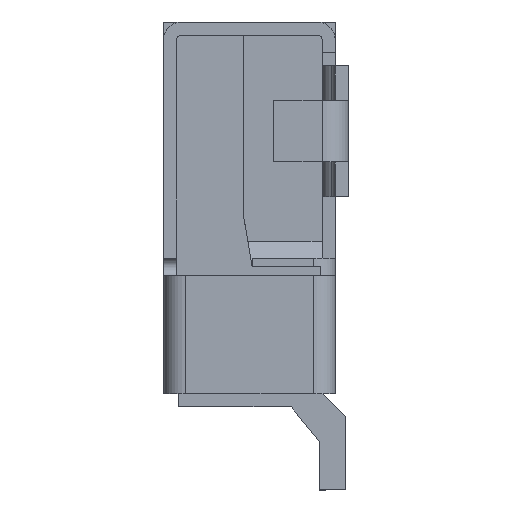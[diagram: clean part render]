
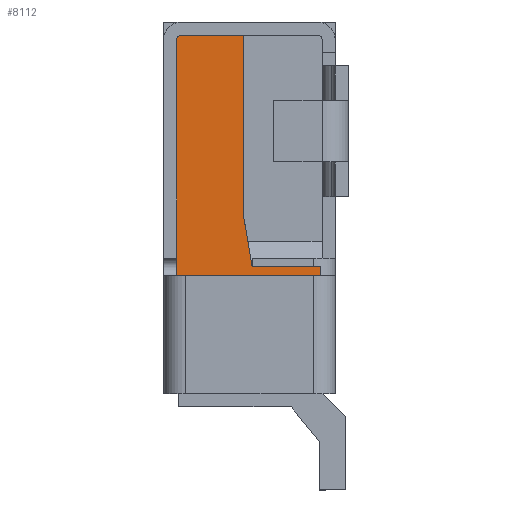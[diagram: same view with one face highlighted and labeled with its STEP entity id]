
A CAD part, left-side view. The second image highlights one B-rep face of the part: STEP entity #8112.
In plain terms, the highlighted planar face has unit normal (-1, 0, 0).
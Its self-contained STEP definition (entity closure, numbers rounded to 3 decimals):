
#1217 = CARTESIAN_POINT ( 'NONE',  ( -14.25, -0.8, 1.45 ) ) ;
#1218 = DIRECTION ( 'NONE',  ( 0., 0., 1. ) ) ;
#1219 = VECTOR ( 'NONE', #1218, 1000. ) ;
#1220 = CARTESIAN_POINT ( 'NONE',  ( -14.25, -0.8, 0. ) ) ;
#1221 = LINE ( 'NONE', #1220, #1219 ) ;
#1336 = DIRECTION ( 'NONE',  ( 0., 0., 1. ) ) ;
#1337 = VECTOR ( 'NONE', #1336, 1000. ) ;
#1338 = CARTESIAN_POINT ( 'NONE',  ( -14.25, 0.08, 2.05 ) ) ;
#1339 = LINE ( 'NONE', #1338, #1337 ) ;
#1351 = DIRECTION ( 'NONE',  ( 0., -1., 0. ) ) ;
#1352 = VECTOR ( 'NONE', #1351, 1000. ) ;
#1353 = CARTESIAN_POINT ( 'NONE',  ( -14.25, -0.02, 1.45 ) ) ;
#1354 = LINE ( 'NONE', #1353, #1352 ) ;
#1387 = DIRECTION ( 'NONE',  ( 0., 0., 1. ) ) ;
#1388 = VECTOR ( 'NONE', #1387, 1000. ) ;
#1389 = CARTESIAN_POINT ( 'NONE',  ( -14.25, 0.84, 0. ) ) ;
#1390 = LINE ( 'NONE', #1389, #1388 ) ;
#1391 = CARTESIAN_POINT ( 'NONE',  ( -14.25, -0.02, 1.45 ) ) ;
#1421 = CARTESIAN_POINT ( 'NONE',  ( -14.25, 0.08, 2.05 ) ) ;
#1432 = DIRECTION ( 'NONE',  ( 0., 0.164, 0.986 ) ) ;
#1433 = VECTOR ( 'NONE', #1432, 1000. ) ;
#1434 = CARTESIAN_POINT ( 'NONE',  ( -14.25, -0.02, 1.45 ) ) ;
#1435 = LINE ( 'NONE', #1434, #1433 ) ;
#1437 = DIRECTION ( 'NONE',  ( 0., 0., 1. ) ) ;
#1438 = DIRECTION ( 'NONE',  ( -1., 0., 0. ) ) ;
#1439 = CARTESIAN_POINT ( 'NONE',  ( -14.25, -0.82, 0. ) ) ;
#1440 = AXIS2_PLACEMENT_3D ( 'NONE', #1439, #1438, #1437 ) ;
#1441 = PLANE ( 'NONE',  #1440 ) ;
#1446 = FACE_OUTER_BOUND ( 'NONE', #8113, .T. ) ;
#3858 = DIRECTION ( 'NONE',  ( 0., 0., 1. ) ) ;
#3859 = VECTOR ( 'NONE', #3858, 1000. ) ;
#3860 = CARTESIAN_POINT ( 'NONE',  ( -14.25, 0.84, 0. ) ) ;
#3861 = LINE ( 'NONE', #3860, #3859 ) ;
#3862 = CARTESIAN_POINT ( 'NONE',  ( -14.25, 0.84, 1.55 ) ) ;
#3922 = CARTESIAN_POINT ( 'NONE',  ( -14.25, 0.84, 4.05 ) ) ;
#4692 = DIRECTION ( 'NONE',  ( 0., -1., 0. ) ) ;
#4693 = VECTOR ( 'NONE', #4692, 1000. ) ;
#4694 = CARTESIAN_POINT ( 'NONE',  ( -14.25, -0.82, 4.1 ) ) ;
#4695 = LINE ( 'NONE', #4694, #4693 ) ;
#4696 = CARTESIAN_POINT ( 'NONE',  ( -14.25, 0.79, 4.1 ) ) ;
#4731 = CARTESIAN_POINT ( 'NONE',  ( -14.25, 0.08, 4.1 ) ) ;
#4831 = LINE ( 'NONE', #4896, #4895 ) ;
#4833 = CARTESIAN_POINT ( 'NONE',  ( -14.25, -0.8, 1.35 ) ) ;
#4893 = CARTESIAN_POINT ( 'NONE',  ( -14.25, 0.84, 1.35 ) ) ;
#4894 = DIRECTION ( 'NONE',  ( 0., -1., 0. ) ) ;
#4895 = VECTOR ( 'NONE', #4894, 1000. ) ;
#4896 = CARTESIAN_POINT ( 'NONE',  ( -14.25, -0.82, 1.35 ) ) ;
#6134 = CIRCLE ( 'NONE', #6193, 0.05 ) ;
#6190 = DIRECTION ( 'NONE',  ( 0., 0., 1. ) ) ;
#6191 = DIRECTION ( 'NONE',  ( -1., 0., 0. ) ) ;
#6192 = CARTESIAN_POINT ( 'NONE',  ( -14.25, 0.79, 4.05 ) ) ;
#6193 = AXIS2_PLACEMENT_3D ( 'NONE', #6192, #6191, #6190 ) ;
#7846 = EDGE_CURVE ( 'NONE', #10209, #7847, #1221, .T. ) ;
#7847 = VERTEX_POINT ( 'NONE', #1217 ) ;
#8013 = EDGE_CURVE ( 'NONE', #8035, #7847, #1354, .T. ) ;
#8022 = EDGE_CURVE ( 'NONE', #8078, #10089, #1339, .T. ) ;
#8035 = VERTEX_POINT ( 'NONE', #1391 ) ;
#8054 = EDGE_CURVE ( 'NONE', #10213, #9614, #1390, .T. ) ;
#8078 = VERTEX_POINT ( 'NONE', #1421 ) ;
#8102 = ORIENTED_EDGE ( 'NONE', *, *, #9616, .F. ) ;
#8112 = ADVANCED_FACE ( 'NONE', ( #1446 ), #1441, .T. ) ;
#8113 = EDGE_LOOP ( 'NONE', ( #8114, #8115, #8116, #8117, #8118, #8119, #8120, #8121, #8102 ) ) ;
#8114 = ORIENTED_EDGE ( 'NONE', *, *, #8054, .F. ) ;
#8115 = ORIENTED_EDGE ( 'NONE', *, *, #10212, .T. ) ;
#8116 = ORIENTED_EDGE ( 'NONE', *, *, #7846, .T. ) ;
#8117 = ORIENTED_EDGE ( 'NONE', *, *, #8013, .F. ) ;
#8118 = ORIENTED_EDGE ( 'NONE', *, *, #8125, .T. ) ;
#8119 = ORIENTED_EDGE ( 'NONE', *, *, #8022, .T. ) ;
#8120 = ORIENTED_EDGE ( 'NONE', *, *, #10073, .F. ) ;
#8121 = ORIENTED_EDGE ( 'NONE', *, *, #12771, .T. ) ;
#8125 = EDGE_CURVE ( 'NONE', #8035, #8078, #1435, .T. ) ;
#9614 = VERTEX_POINT ( 'NONE', #3862 ) ;
#9616 = EDGE_CURVE ( 'NONE', #9614, #9617, #3861, .T. ) ;
#9617 = VERTEX_POINT ( 'NONE', #3922 ) ;
#10071 = VERTEX_POINT ( 'NONE', #4696 ) ;
#10073 = EDGE_CURVE ( 'NONE', #10071, #10089, #4695, .T. ) ;
#10089 = VERTEX_POINT ( 'NONE', #4731 ) ;
#10209 = VERTEX_POINT ( 'NONE', #4833 ) ;
#10212 = EDGE_CURVE ( 'NONE', #10213, #10209, #4831, .T. ) ;
#10213 = VERTEX_POINT ( 'NONE', #4893 ) ;
#12771 = EDGE_CURVE ( 'NONE', #10071, #9617, #6134, .T. ) ;
